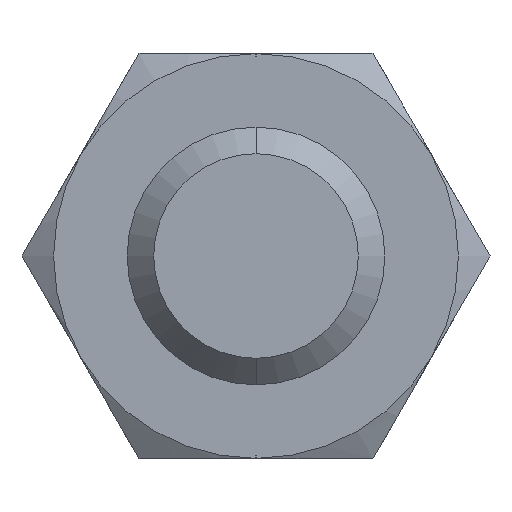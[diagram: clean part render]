
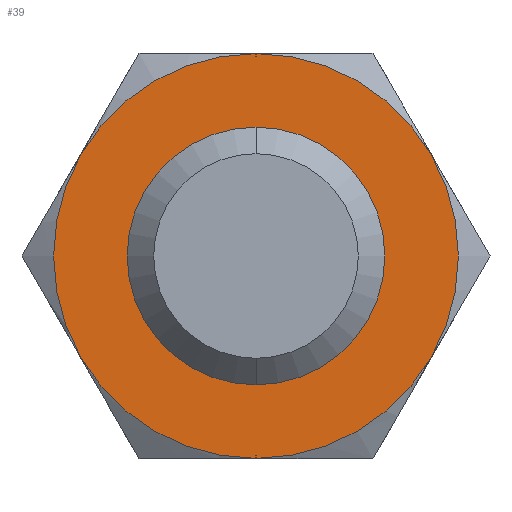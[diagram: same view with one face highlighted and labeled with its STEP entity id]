
A CAD part, left-side view. The second image highlights one B-rep face of the part: STEP entity #39.
In plain terms, the highlighted planar face has unit normal (-1, 0, 0).
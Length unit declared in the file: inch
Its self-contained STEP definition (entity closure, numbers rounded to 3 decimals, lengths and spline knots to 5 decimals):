
#39 = ADVANCED_FACE ( 'NONE', ( #2432, #3290 ), #3014, .F. ) ;
#89 = CARTESIAN_POINT ( 'NONE',  ( 0.36, 0., -0.198 ) ) ;
#97 = CARTESIAN_POINT ( 'NONE',  ( 0.36, 0., 0.3435 ) ) ;
#319 = DIRECTION ( 'NONE',  ( 0., 0., 1. ) ) ;
#368 = EDGE_CURVE ( 'NONE', #2535, #663, #2398, .T. ) ;
#410 = DIRECTION ( 'NONE',  ( -1., 0., 0. ) ) ;
#422 = AXIS2_PLACEMENT_3D ( 'NONE', #1146, #1419, #3416 ) ;
#536 = VERTEX_POINT ( 'NONE', #97 ) ;
#547 = ORIENTED_EDGE ( 'NONE', *, *, #2438, .T. ) ;
#663 = VERTEX_POINT ( 'NONE', #2749 ) ;
#678 = DIRECTION ( 'NONE',  ( 0., 0., 1. ) ) ;
#689 = DIRECTION ( 'NONE',  ( 0., 0., -1. ) ) ;
#842 = DIRECTION ( 'NONE',  ( 0., 0., 1. ) ) ;
#1015 = CIRCLE ( 'NONE', #1581, 0.3435 ) ;
#1055 = EDGE_LOOP ( 'NONE', ( #547, #2653 ) ) ;
#1110 = AXIS2_PLACEMENT_3D ( 'NONE', #1155, #1451, #319 ) ;
#1121 = VERTEX_POINT ( 'NONE', #3538 ) ;
#1146 = CARTESIAN_POINT ( 'NONE',  ( 0.36, 0., 0. ) ) ;
#1155 = CARTESIAN_POINT ( 'NONE',  ( 0.36, 0., 0. ) ) ;
#1419 = DIRECTION ( 'NONE',  ( -1., 0., 0. ) ) ;
#1451 = DIRECTION ( 'NONE',  ( -1., 0., 0. ) ) ;
#1472 = CIRCLE ( 'NONE', #1110, 0.3435 ) ;
#1581 = AXIS2_PLACEMENT_3D ( 'NONE', #2551, #2266, #842 ) ;
#1592 = ORIENTED_EDGE ( 'NONE', *, *, #3314, .F. ) ;
#1610 = EDGE_LOOP ( 'NONE', ( #1592, #1715 ) ) ;
#1715 = ORIENTED_EDGE ( 'NONE', *, *, #368, .F. ) ;
#2266 = DIRECTION ( 'NONE',  ( -1., 0., 0. ) ) ;
#2387 = CARTESIAN_POINT ( 'NONE',  ( 0.36, 0., 0. ) ) ;
#2398 = CIRCLE ( 'NONE', #422, 0.198 ) ;
#2432 = FACE_BOUND ( 'NONE', #1610, .T. ) ;
#2438 = EDGE_CURVE ( 'NONE', #1121, #536, #1472, .T. ) ;
#2535 = VERTEX_POINT ( 'NONE', #89 ) ;
#2551 = CARTESIAN_POINT ( 'NONE',  ( 0.36, 0., 0. ) ) ;
#2630 = CIRCLE ( 'NONE', #2698, 0.198 ) ;
#2653 = ORIENTED_EDGE ( 'NONE', *, *, #3117, .T. ) ;
#2698 = AXIS2_PLACEMENT_3D ( 'NONE', #2387, #410, #678 ) ;
#2749 = CARTESIAN_POINT ( 'NONE',  ( 0.36, 0., 0.198 ) ) ;
#3014 = PLANE ( 'NONE',  #3373 ) ;
#3117 = EDGE_CURVE ( 'NONE', #536, #1121, #1015, .T. ) ;
#3290 = FACE_OUTER_BOUND ( 'NONE', #1055, .T. ) ;
#3314 = EDGE_CURVE ( 'NONE', #663, #2535, #2630, .T. ) ;
#3373 = AXIS2_PLACEMENT_3D ( 'NONE', #3596, #3585, #689 ) ;
#3416 = DIRECTION ( 'NONE',  ( 0., 0., 1. ) ) ;
#3538 = CARTESIAN_POINT ( 'NONE',  ( 0.36, 0., -0.3435 ) ) ;
#3585 = DIRECTION ( 'NONE',  ( 1., 0., 0. ) ) ;
#3596 = CARTESIAN_POINT ( 'NONE',  ( 0.36, 0.3435, 0. ) ) ;
